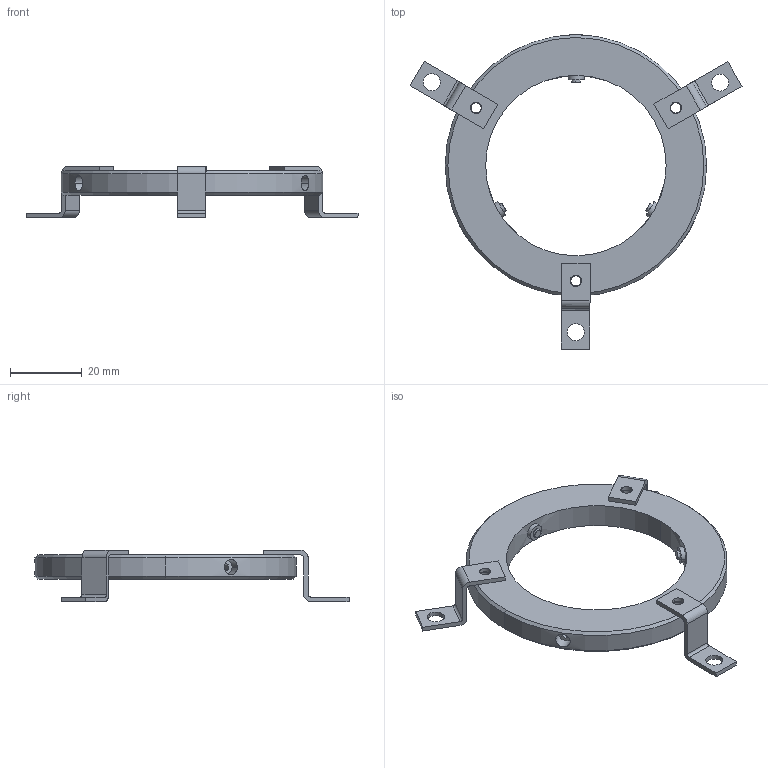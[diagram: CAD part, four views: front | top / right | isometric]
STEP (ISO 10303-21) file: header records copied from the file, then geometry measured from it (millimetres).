
FILE_DESCRIPTION (( 'STEP AP214' ), '1' );
FILE_NAME ('1839-A-M0016-0 R1 minus hex heads 1 Ext1 P1 Coord.STEP', '2020-07-15T22:46:07', ( '' ), ( '' ), 'SwSTEP 2.0', 'SolidWorks 2017', '' );
FILE_SCHEMA (( 'AUTOMOTIVE_DESIGN' ));
Length unit declared in the file: inch
Products named in the file (1): 1839-A-M0016-0 R1 minus hex heads 1 Ext1 P1 Coord
Bounding box: 92.72 x 87.77 x 14.27 mm (x, y, z)
Volume: 15353.8 mm3; surface area: 9360.2 mm2
Topology: 6 solids, 6 shells, 124 faces, 320 edges, 212 vertices
Faces by surface type: plane 64, cylinder 52, cone 8
Entity records: 4209 total; most frequent: CARTESIAN_POINT 933, DIRECTION 668, ORIENTED_EDGE 640, EDGE_CURVE 320, AXIS2_PLACEMENT_3D 235, VERTEX_POINT 212, LINE 198, VECTOR 198
